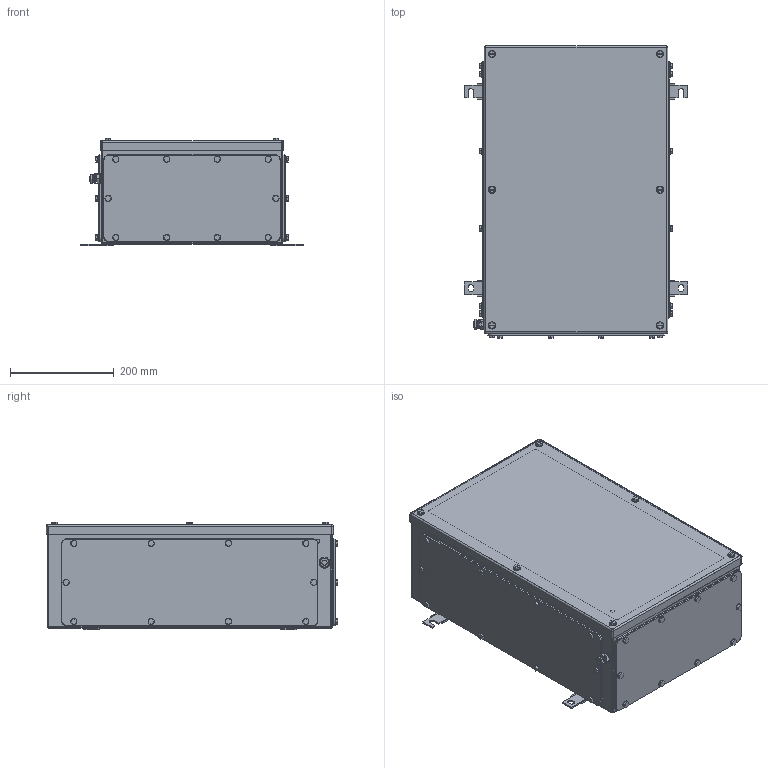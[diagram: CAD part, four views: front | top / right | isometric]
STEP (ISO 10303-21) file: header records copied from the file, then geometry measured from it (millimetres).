
FILE_DESCRIPTION(('CATIA V5 STEP Exchange','CAx-IF Rec.Pracs.--- Model Styling and Organization---1.4--- 2014-01-23'),'2;1');
FILE_NAME ('008677-4_3_1196380000_1196380000.stp','2019-09-25T08:01:19+00:00',('none'),('Weidmueller'),'CATIA Version 5-6 Release 2016 SP3 HF44','CATIA V5 STEP AP214','none');
FILE_SCHEMA(('AUTOMOTIVE_DESIGN { 1 0 10303 214 1 1 1 1 }'));
Products named in the file (1): ZUB_KTB_FS_553520_3GP
Bounding box: 431 x 563.5 x 208.5 mm (x, y, z)
Volume: 1993617.5 mm3; surface area: 2048354.2 mm2
Topology: 106 solids, 106 shells, 2164 faces, 4972 edges, 3130 vertices
Faces by surface type: cylinder 1042, plane 828, cone 272, sphere 16, torus 6
Entity records: 58449 total; most frequent: CARTESIAN_POINT 12448, ORIENTED_EDGE 9744, DIRECTION 7711, EDGE_CURVE 4872, AXIS2_PLACEMENT_3D 3562, VERTEX_POINT 3130, EDGE_LOOP 2622, VECTOR 2570
